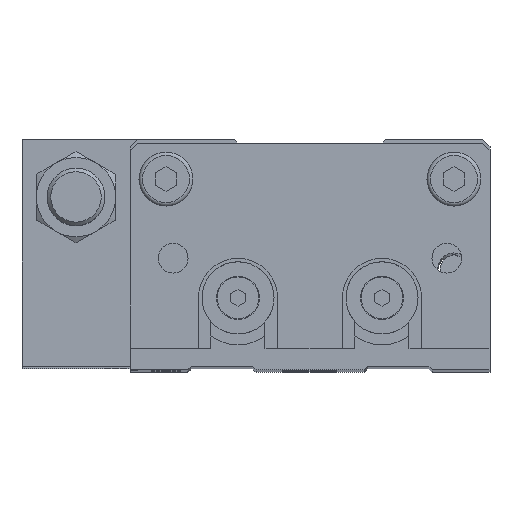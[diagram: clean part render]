
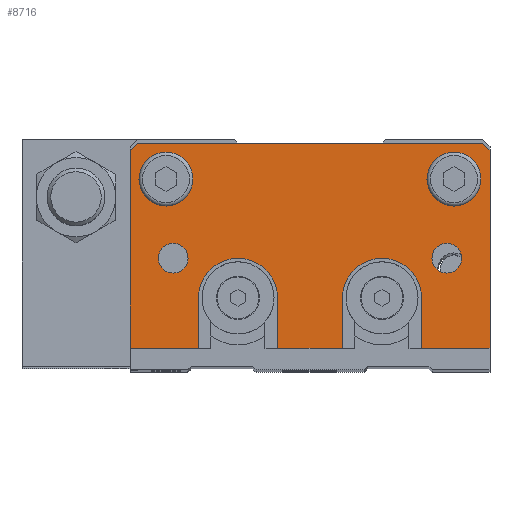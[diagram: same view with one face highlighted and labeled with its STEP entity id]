
A CAD part, top view. The second image highlights one B-rep face of the part: STEP entity #8716.
In plain terms, the highlighted planar face has unit normal (0, 0, 1).
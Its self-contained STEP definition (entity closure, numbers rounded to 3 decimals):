
#210=FACE_BOUND('',#1526,.T.);
#211=FACE_BOUND('',#1527,.T.);
#212=FACE_BOUND('',#1528,.T.);
#213=FACE_BOUND('',#1529,.T.);
#543=CIRCLE('',#9552,3.75);
#544=CIRCLE('',#9553,3.75);
#545=CIRCLE('',#9555,5.5);
#546=CIRCLE('',#9556,5.5);
#547=CIRCLE('',#9557,3.75);
#548=CIRCLE('',#9558,3.75);
#549=CIRCLE('',#9559,2.067);
#550=CIRCLE('',#9560,2.067);
#551=CIRCLE('',#9561,2.067);
#552=CIRCLE('',#9562,2.067);
#996=FACE_OUTER_BOUND('',#1525,.T.);
#1525=EDGE_LOOP('',(#6621,#6622,#6623,#6624,#6625,#6626,#6627,#6628,#6629,
#6630,#6631,#6632,#6633,#6634));
#1526=EDGE_LOOP('',(#6635,#6636));
#1527=EDGE_LOOP('',(#6637,#6638));
#1528=EDGE_LOOP('',(#6639,#6640));
#1529=EDGE_LOOP('',(#6641,#6642));
#2211=LINE('',#13871,#3006);
#2212=LINE('',#13873,#3007);
#2213=LINE('',#13875,#3008);
#2214=LINE('',#13879,#3009);
#2215=LINE('',#13881,#3010);
#2216=LINE('',#13883,#3011);
#2217=LINE('',#13885,#3012);
#2218=LINE('',#13887,#3013);
#2219=LINE('',#13889,#3014);
#2220=LINE('',#13891,#3015);
#2221=LINE('',#13893,#3016);
#2222=LINE('',#13895,#3017);
#3006=VECTOR('',#11165,10.);
#3007=VECTOR('',#11166,10.);
#3008=VECTOR('',#11167,10.);
#3009=VECTOR('',#11170,10.);
#3010=VECTOR('',#11171,10.);
#3011=VECTOR('',#11172,10.);
#3012=VECTOR('',#11173,10.);
#3013=VECTOR('',#11174,10.);
#3014=VECTOR('',#11175,10.);
#3015=VECTOR('',#11176,10.);
#3016=VECTOR('',#11177,10.);
#3017=VECTOR('',#11178,10.);
#3830=VERTEX_POINT('',#13863);
#3831=VERTEX_POINT('',#13864);
#3832=VERTEX_POINT('',#13869);
#3833=VERTEX_POINT('',#13870);
#3834=VERTEX_POINT('',#13872);
#3835=VERTEX_POINT('',#13874);
#3836=VERTEX_POINT('',#13876);
#3837=VERTEX_POINT('',#13878);
#3838=VERTEX_POINT('',#13880);
#3839=VERTEX_POINT('',#13882);
#3840=VERTEX_POINT('',#13884);
#3841=VERTEX_POINT('',#13886);
#3842=VERTEX_POINT('',#13888);
#3843=VERTEX_POINT('',#13890);
#3844=VERTEX_POINT('',#13892);
#3845=VERTEX_POINT('',#13894);
#3846=VERTEX_POINT('',#13897);
#3847=VERTEX_POINT('',#13898);
#3848=VERTEX_POINT('',#13901);
#3849=VERTEX_POINT('',#13902);
#3850=VERTEX_POINT('',#13905);
#3851=VERTEX_POINT('',#13906);
#4866=EDGE_CURVE('',#3830,#3831,#543,.T.);
#4867=EDGE_CURVE('',#3831,#3830,#544,.T.);
#4869=EDGE_CURVE('',#3832,#3833,#2211,.T.);
#4870=EDGE_CURVE('',#3833,#3834,#2212,.T.);
#4871=EDGE_CURVE('',#3834,#3835,#2213,.T.);
#4872=EDGE_CURVE('',#3835,#3836,#545,.T.);
#4873=EDGE_CURVE('',#3836,#3837,#2214,.T.);
#4874=EDGE_CURVE('',#3837,#3838,#2215,.T.);
#4875=EDGE_CURVE('',#3838,#3839,#2216,.T.);
#4876=EDGE_CURVE('',#3839,#3840,#2217,.T.);
#4877=EDGE_CURVE('',#3840,#3841,#2218,.T.);
#4878=EDGE_CURVE('',#3841,#3842,#2219,.T.);
#4879=EDGE_CURVE('',#3842,#3843,#2220,.T.);
#4880=EDGE_CURVE('',#3843,#3844,#2221,.T.);
#4881=EDGE_CURVE('',#3844,#3845,#2222,.T.);
#4882=EDGE_CURVE('',#3845,#3832,#546,.T.);
#4883=EDGE_CURVE('',#3846,#3847,#547,.T.);
#4884=EDGE_CURVE('',#3847,#3846,#548,.T.);
#4885=EDGE_CURVE('',#3848,#3849,#549,.T.);
#4886=EDGE_CURVE('',#3849,#3848,#550,.T.);
#4887=EDGE_CURVE('',#3850,#3851,#551,.T.);
#4888=EDGE_CURVE('',#3851,#3850,#552,.T.);
#6621=ORIENTED_EDGE('',*,*,#4869,.T.);
#6622=ORIENTED_EDGE('',*,*,#4870,.T.);
#6623=ORIENTED_EDGE('',*,*,#4871,.T.);
#6624=ORIENTED_EDGE('',*,*,#4872,.T.);
#6625=ORIENTED_EDGE('',*,*,#4873,.T.);
#6626=ORIENTED_EDGE('',*,*,#4874,.T.);
#6627=ORIENTED_EDGE('',*,*,#4875,.T.);
#6628=ORIENTED_EDGE('',*,*,#4876,.T.);
#6629=ORIENTED_EDGE('',*,*,#4877,.T.);
#6630=ORIENTED_EDGE('',*,*,#4878,.T.);
#6631=ORIENTED_EDGE('',*,*,#4879,.T.);
#6632=ORIENTED_EDGE('',*,*,#4880,.T.);
#6633=ORIENTED_EDGE('',*,*,#4881,.T.);
#6634=ORIENTED_EDGE('',*,*,#4882,.T.);
#6635=ORIENTED_EDGE('',*,*,#4883,.T.);
#6636=ORIENTED_EDGE('',*,*,#4884,.T.);
#6637=ORIENTED_EDGE('',*,*,#4885,.T.);
#6638=ORIENTED_EDGE('',*,*,#4886,.T.);
#6639=ORIENTED_EDGE('',*,*,#4887,.T.);
#6640=ORIENTED_EDGE('',*,*,#4888,.T.);
#6641=ORIENTED_EDGE('',*,*,#4866,.T.);
#6642=ORIENTED_EDGE('',*,*,#4867,.T.);
#8328=PLANE('',#9554);
#8716=ADVANCED_FACE('',(#996,#210,#211,#212,#213),#8328,.T.);
#9552=AXIS2_PLACEMENT_3D('',#13865,#11158,#11159);
#9553=AXIS2_PLACEMENT_3D('',#13866,#11160,#11161);
#9554=AXIS2_PLACEMENT_3D('',#13868,#11163,#11164);
#9555=AXIS2_PLACEMENT_3D('',#13877,#11168,#11169);
#9556=AXIS2_PLACEMENT_3D('',#13896,#11179,#11180);
#9557=AXIS2_PLACEMENT_3D('',#13899,#11181,#11182);
#9558=AXIS2_PLACEMENT_3D('',#13900,#11183,#11184);
#9559=AXIS2_PLACEMENT_3D('',#13903,#11185,#11186);
#9560=AXIS2_PLACEMENT_3D('',#13904,#11187,#11188);
#9561=AXIS2_PLACEMENT_3D('',#13907,#11189,#11190);
#9562=AXIS2_PLACEMENT_3D('',#13908,#11191,#11192);
#11158=DIRECTION('center_axis',(0.,0.,-1.));
#11159=DIRECTION('ref_axis',(-1.,0.,0.));
#11160=DIRECTION('center_axis',(0.,0.,-1.));
#11161=DIRECTION('ref_axis',(-1.,0.,0.));
#11163=DIRECTION('center_axis',(0.,0.,1.));
#11164=DIRECTION('ref_axis',(1.,0.,0.));
#11165=DIRECTION('',(0.,-1.,0.));
#11166=DIRECTION('',(1.,0.,0.));
#11167=DIRECTION('',(0.,1.,0.));
#11168=DIRECTION('center_axis',(0.,0.,-1.));
#11169=DIRECTION('ref_axis',(1.,0.,0.));
#11170=DIRECTION('',(0.,-1.,0.));
#11171=DIRECTION('',(1.,0.,0.));
#11172=DIRECTION('',(0.,1.,0.));
#11173=DIRECTION('',(-0.707,0.707,0.));
#11174=DIRECTION('',(-1.,0.,0.));
#11175=DIRECTION('',(-0.707,-0.707,0.));
#11176=DIRECTION('',(0.,-1.,0.));
#11177=DIRECTION('',(1.,0.,0.));
#11178=DIRECTION('',(0.,1.,0.));
#11179=DIRECTION('center_axis',(0.,0.,-1.));
#11180=DIRECTION('ref_axis',(1.,0.,0.));
#11181=DIRECTION('center_axis',(0.,0.,-1.));
#11182=DIRECTION('ref_axis',(1.,0.,0.));
#11183=DIRECTION('center_axis',(0.,0.,-1.));
#11184=DIRECTION('ref_axis',(1.,0.,0.));
#11185=DIRECTION('center_axis',(0.,0.,-1.));
#11186=DIRECTION('ref_axis',(1.,0.,0.));
#11187=DIRECTION('center_axis',(0.,0.,-1.));
#11188=DIRECTION('ref_axis',(1.,0.,0.));
#11189=DIRECTION('center_axis',(0.,0.,-1.));
#11190=DIRECTION('ref_axis',(1.,0.,0.));
#11191=DIRECTION('center_axis',(0.,0.,-1.));
#11192=DIRECTION('ref_axis',(1.,0.,0.));
#13863=CARTESIAN_POINT('',(-23.75,26.5,10.));
#13864=CARTESIAN_POINT('',(-16.25,26.5,10.));
#13865=CARTESIAN_POINT('Origin',(-20.,26.5,10.));
#13866=CARTESIAN_POINT('Origin',(-20.,26.5,10.));
#13868=CARTESIAN_POINT('Origin',(0.,16.083,
10.));
#13869=CARTESIAN_POINT('',(-4.5,10.,10.));
#13870=CARTESIAN_POINT('',(-4.5,3.,10.));
#13871=CARTESIAN_POINT('',(-4.5,9.542,10.));
#13872=CARTESIAN_POINT('',(4.5,3.,10.));
#13873=CARTESIAN_POINT('',(-6.25,3.,10.));
#13874=CARTESIAN_POINT('',(4.5,10.,10.));
#13875=CARTESIAN_POINT('',(4.5,13.042,10.));
#13876=CARTESIAN_POINT('',(15.5,10.,10.));
#13877=CARTESIAN_POINT('Origin',(10.,10.,10.));
#13878=CARTESIAN_POINT('',(15.5,3.,10.));
#13879=CARTESIAN_POINT('',(15.5,9.542,10.));
#13880=CARTESIAN_POINT('',(25.,3.,10.));
#13881=CARTESIAN_POINT('',(13.75,3.,10.));
#13882=CARTESIAN_POINT('',(25.,30.5,10.));
#13883=CARTESIAN_POINT('',(25.,3.,10.));
#13884=CARTESIAN_POINT('',(24.,31.5,10.));
#13885=CARTESIAN_POINT('',(25.,30.5,10.));
#13886=CARTESIAN_POINT('',(-24.,31.5,10.));
#13887=CARTESIAN_POINT('',(24.,31.5,10.));
#13888=CARTESIAN_POINT('',(-25.,30.5,10.));
#13889=CARTESIAN_POINT('',(-24.,31.5,10.));
#13890=CARTESIAN_POINT('',(-25.,3.,10.));
#13891=CARTESIAN_POINT('',(-25.,30.5,10.));
#13892=CARTESIAN_POINT('',(-15.5,3.,10.));
#13893=CARTESIAN_POINT('',(-25.,3.,10.));
#13894=CARTESIAN_POINT('',(-15.5,10.,10.));
#13895=CARTESIAN_POINT('',(-15.5,13.042,10.));
#13896=CARTESIAN_POINT('Origin',(-10.,10.,10.));
#13897=CARTESIAN_POINT('',(23.75,26.5,10.));
#13898=CARTESIAN_POINT('',(16.25,26.5,10.));
#13899=CARTESIAN_POINT('Origin',(20.,26.5,10.));
#13900=CARTESIAN_POINT('Origin',(20.,26.5,10.));
#13901=CARTESIAN_POINT('',(-16.933,15.5,10.));
#13902=CARTESIAN_POINT('',(-21.067,15.5,10.));
#13903=CARTESIAN_POINT('Origin',(-19.,15.5,10.));
#13904=CARTESIAN_POINT('Origin',(-19.,15.5,10.));
#13905=CARTESIAN_POINT('',(21.067,15.5,10.));
#13906=CARTESIAN_POINT('',(16.933,15.5,10.));
#13907=CARTESIAN_POINT('Origin',(19.,15.5,10.));
#13908=CARTESIAN_POINT('Origin',(19.,15.5,10.));
